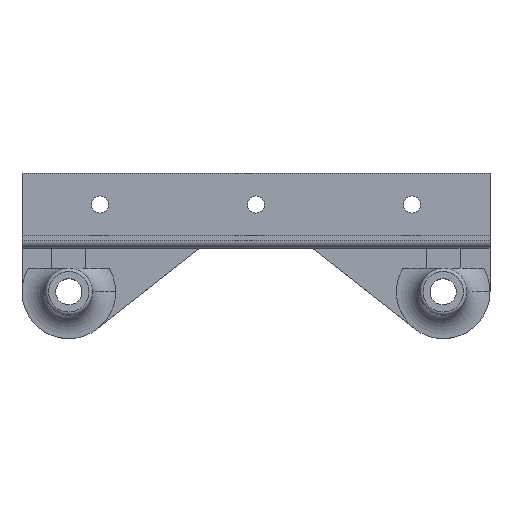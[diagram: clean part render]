
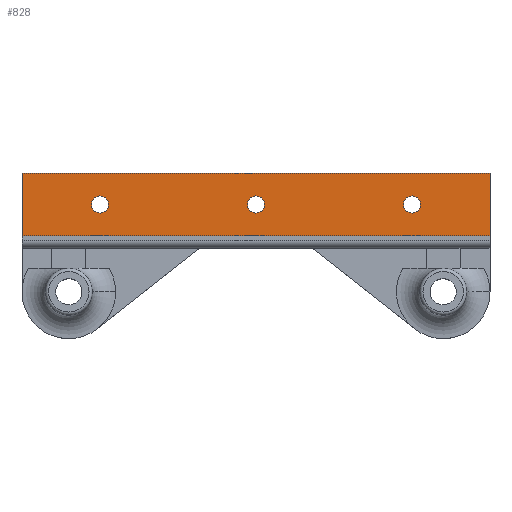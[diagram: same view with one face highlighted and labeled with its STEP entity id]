
A CAD part, top view. The second image highlights one B-rep face of the part: STEP entity #828.
In plain terms, the highlighted planar face has unit normal (0, 0, 1).
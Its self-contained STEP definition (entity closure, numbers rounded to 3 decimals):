
#35=FACE_BOUND('',#296,.T.);
#36=FACE_BOUND('',#297,.T.);
#37=FACE_BOUND('',#298,.T.);
#56=PLANE('',#934);
#63=LINE('',#1242,#124);
#76=LINE('',#1266,#137);
#118=LINE('',#1537,#179);
#119=LINE('',#1538,#180);
#124=VECTOR('',#973,10.);
#137=VECTOR('',#990,10.);
#179=VECTOR('',#1178,10.);
#180=VECTOR('',#1179,10.);
#238=FACE_OUTER_BOUND('',#295,.T.);
#295=EDGE_LOOP('',(#760,#761,#762,#763));
#296=EDGE_LOOP('',(#764));
#297=EDGE_LOOP('',(#765));
#298=EDGE_LOOP('',(#766));
#341=CIRCLE('',#894,2.75);
#347=CIRCLE('',#906,2.75);
#349=CIRCLE('',#910,2.75);
#375=VERTEX_POINT('',#1239);
#376=VERTEX_POINT('',#1241);
#384=VERTEX_POINT('',#1263);
#385=VERTEX_POINT('',#1265);
#417=VERTEX_POINT('',#1468);
#423=VERTEX_POINT('',#1492);
#425=VERTEX_POINT('',#1500);
#447=EDGE_CURVE('',#375,#376,#63,.T.);
#460=EDGE_CURVE('',#384,#385,#76,.T.);
#512=EDGE_CURVE('',#417,#417,#341,.T.);
#524=EDGE_CURVE('',#423,#423,#347,.T.);
#528=EDGE_CURVE('',#425,#425,#349,.T.);
#544=EDGE_CURVE('',#376,#384,#118,.T.);
#545=EDGE_CURVE('',#385,#375,#119,.T.);
#760=ORIENTED_EDGE('',*,*,#460,.F.);
#761=ORIENTED_EDGE('',*,*,#544,.F.);
#762=ORIENTED_EDGE('',*,*,#447,.F.);
#763=ORIENTED_EDGE('',*,*,#545,.F.);
#764=ORIENTED_EDGE('',*,*,#524,.T.);
#765=ORIENTED_EDGE('',*,*,#528,.T.);
#766=ORIENTED_EDGE('',*,*,#512,.T.);
#828=ADVANCED_FACE('',(#238,#35,#36,#37),#56,.T.);
#894=AXIS2_PLACEMENT_3D('',#1470,#1082,#1083);
#906=AXIS2_PLACEMENT_3D('',#1494,#1112,#1113);
#910=AXIS2_PLACEMENT_3D('',#1502,#1122,#1123);
#934=AXIS2_PLACEMENT_3D('',#1536,#1176,#1177);
#973=DIRECTION('',(0.,1.,0.));
#990=DIRECTION('',(0.,-1.,0.));
#1082=DIRECTION('center_axis',(0.,0.,
-1.));
#1083=DIRECTION('ref_axis',(1.,0.,0.));
#1112=DIRECTION('center_axis',(0.,0.,
-1.));
#1113=DIRECTION('ref_axis',(1.,0.,0.));
#1122=DIRECTION('center_axis',(0.,0.,
-1.));
#1123=DIRECTION('ref_axis',(1.,0.,0.));
#1176=DIRECTION('center_axis',(0.,0.,
1.));
#1177=DIRECTION('ref_axis',(0.,-1.,0.));
#1178=DIRECTION('',(1.,0.,0.));
#1179=DIRECTION('',(-1.,0.,0.));
#1239=CARTESIAN_POINT('',(-75.,210.,466.));
#1241=CARTESIAN_POINT('',(-75.,230.,466.));
#1242=CARTESIAN_POINT('',(-75.,210.,466.));
#1263=CARTESIAN_POINT('',(75.,230.,466.));
#1265=CARTESIAN_POINT('',(75.,210.,466.));
#1266=CARTESIAN_POINT('',(75.,224.25,466.));
#1468=CARTESIAN_POINT('',(47.25,220.,466.));
#1470=CARTESIAN_POINT('Origin',(50.,220.,466.));
#1492=CARTESIAN_POINT('',(-52.75,220.,466.));
#1494=CARTESIAN_POINT('Origin',(-50.,220.,466.));
#1500=CARTESIAN_POINT('',(-2.75,220.,466.));
#1502=CARTESIAN_POINT('Origin',(0.,220.,466.));
#1536=CARTESIAN_POINT('Origin',(-75.,230.,466.));
#1537=CARTESIAN_POINT('',(-75.,230.,466.));
#1538=CARTESIAN_POINT('',(0.,210.,466.));
